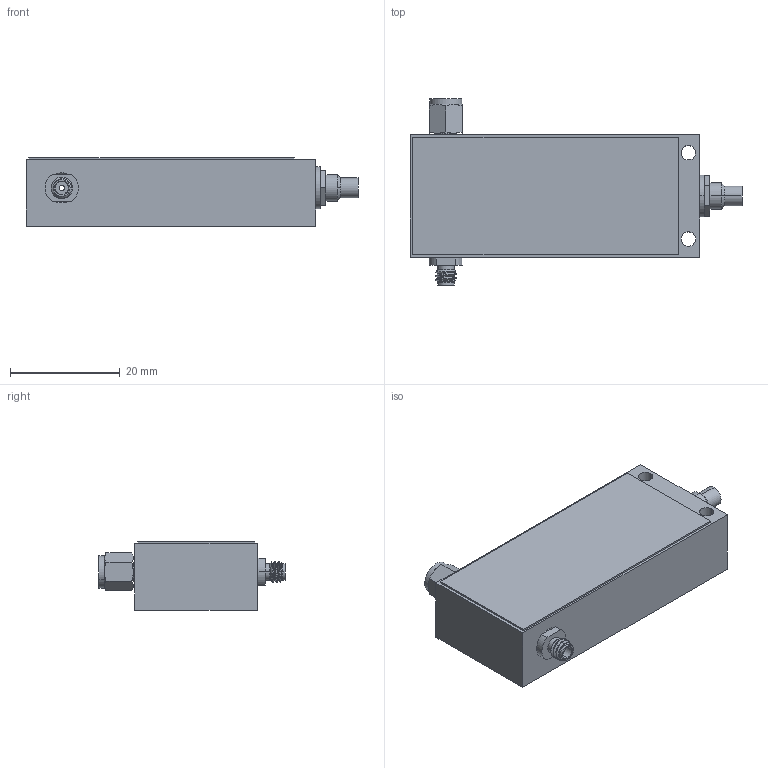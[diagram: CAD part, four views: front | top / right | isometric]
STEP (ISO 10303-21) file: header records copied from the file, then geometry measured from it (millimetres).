
FILE_DESCRIPTION (( 'STEP AP214' ), '1' );
FILE_NAME ('FMBT1662_3D.STEP', '2022-06-29T06:50:38', ( '' ), ( '' ), 'SwSTEP 2.0', 'SolidWorks 2021', '' );
FILE_SCHEMA (( 'AUTOMOTIVE_DESIGN' ));
Length unit declared in the file: millimetre
Products named in the file (1): FMBT1662_3D
Bounding box: 60.58 x 33.97 x 12.47 mm (x, y, z)
Surface area: 6075.8 mm2 (no closed solid volume)
Topology: 0 solids, 10 shells, 115 faces, 330 edges, 222 vertices
Faces by surface type: cylinder 48, plane 36, cone 26, bspline 5
Entity records: 4741 total; most frequent: CARTESIAN_POINT 1753, DIRECTION 608, ORIENTED_EDGE 568, EDGE_CURVE 328, AXIS2_PLACEMENT_3D 227, VERTEX_POINT 222, VECTOR 154, LINE 154
